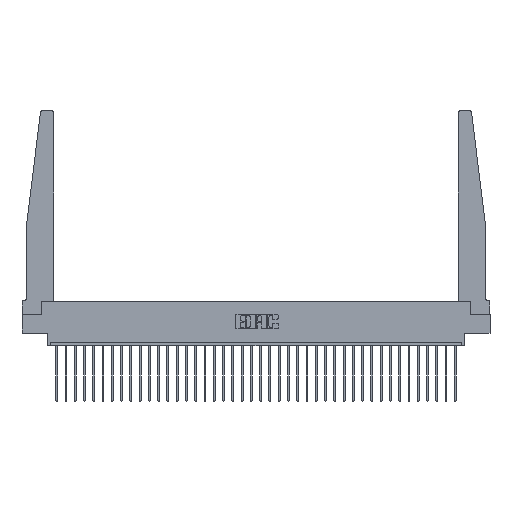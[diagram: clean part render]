
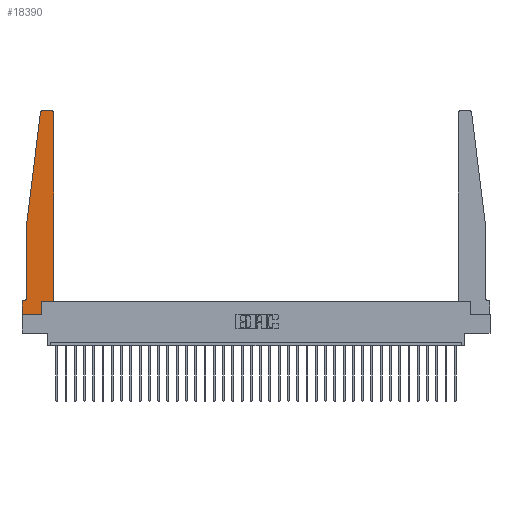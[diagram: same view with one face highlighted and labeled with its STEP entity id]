
A CAD part, top view. The second image highlights one B-rep face of the part: STEP entity #18390.
In plain terms, the highlighted planar face has unit normal (0, 0, 1).
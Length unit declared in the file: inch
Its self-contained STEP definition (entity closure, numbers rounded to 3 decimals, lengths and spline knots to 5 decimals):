
#105 = DIRECTION ( 'NONE',  ( 0., 0., 1. ) ) ;
#432 = VECTOR ( 'NONE', #16650, 39.37008 ) ;
#469 = CARTESIAN_POINT ( 'NONE',  ( 0.425, 2.72, 0.37 ) ) ;
#603 = AXIS2_PLACEMENT_3D ( 'NONE', #17625, #29874, #25032 ) ;
#1432 = CARTESIAN_POINT ( 'NONE',  ( 0.27653, 2.75, 0.37 ) ) ;
#1838 = DIRECTION ( 'NONE',  ( 1., 0., 0. ) ) ;
#1979 = CARTESIAN_POINT ( 'NONE',  ( 0.425, 0.18, 0.37 ) ) ;
#2079 = DIRECTION ( 'NONE',  ( 1., 0., 0. ) ) ;
#2109 = DIRECTION ( 'NONE',  ( -1., 0., 0. ) ) ;
#2140 = CIRCLE ( 'NONE', #20242, 0.03 ) ;
#2431 = VERTEX_POINT ( 'NONE', #24353 ) ;
#2438 = DIRECTION ( 'NONE',  ( 0., 1., 0. ) ) ;
#2804 = CARTESIAN_POINT ( 'NONE',  ( 0.065, 0.1875, 0.37 ) ) ;
#3184 = VECTOR ( 'NONE', #7776, 39.37008 ) ;
#4307 = VERTEX_POINT ( 'NONE', #15652 ) ;
#4342 = ORIENTED_EDGE ( 'NONE', *, *, #25932, .T. ) ;
#4364 = AXIS2_PLACEMENT_3D ( 'NONE', #6364, #105, #1838 ) ;
#5151 = VECTOR ( 'NONE', #24706, 39.37008 ) ;
#5484 = VECTOR ( 'NONE', #2109, 39.37008 ) ;
#5583 = CIRCLE ( 'NONE', #603, 0.05 ) ;
#5826 = VECTOR ( 'NONE', #8394, 39.37008 ) ;
#5987 = VERTEX_POINT ( 'NONE', #23522 ) ;
#6364 = CARTESIAN_POINT ( 'NONE',  ( 0.395, 2.72, 0.37 ) ) ;
#6593 = LINE ( 'NONE', #23069, #5826 ) ;
#6613 = LINE ( 'NONE', #26978, #5484 ) ;
#7106 = CARTESIAN_POINT ( 'NONE',  ( 0.065, 1.25, 0.37 ) ) ;
#7262 = PLANE ( 'NONE',  #28327 ) ;
#7515 = EDGE_LOOP ( 'NONE', ( #20963, #16884, #20302, #12403, #4342, #17428, #20694, #14765, #16165, #28306, #9980, #24000 ) ) ;
#7776 = DIRECTION ( 'NONE',  ( -1., 0., 0. ) ) ;
#7867 = LINE ( 'NONE', #19647, #19802 ) ;
#8394 = DIRECTION ( 'NONE',  ( -0.122, -0.992, 0. ) ) ;
#9980 = ORIENTED_EDGE ( 'NONE', *, *, #19572, .T. ) ;
#10252 = FACE_OUTER_BOUND ( 'NONE', #7515, .T. ) ;
#10719 = CARTESIAN_POINT ( 'NONE',  ( 0., 0., 0.37 ) ) ;
#11323 = DIRECTION ( 'NONE',  ( 0., -1., 0. ) ) ;
#11689 = LINE ( 'NONE', #1979, #5151 ) ;
#12060 = CARTESIAN_POINT ( 'NONE',  ( 0.015, 0.1875, 0.37 ) ) ;
#12247 = LINE ( 'NONE', #22667, #14542 ) ;
#12403 = ORIENTED_EDGE ( 'NONE', *, *, #15748, .T. ) ;
#12543 = CIRCLE ( 'NONE', #4364, 0.03 ) ;
#13271 = VERTEX_POINT ( 'NONE', #12060 ) ;
#13505 = VECTOR ( 'NONE', #11323, 39.37008 ) ;
#13864 = VECTOR ( 'NONE', #2438, 39.37008 ) ;
#14256 = LINE ( 'NONE', #23525, #13505 ) ;
#14542 = VECTOR ( 'NONE', #25123, 39.37008 ) ;
#14765 = ORIENTED_EDGE ( 'NONE', *, *, #26247, .T. ) ;
#14768 = VERTEX_POINT ( 'NONE', #10719 ) ;
#15198 = VERTEX_POINT ( 'NONE', #18228 ) ;
#15652 = CARTESIAN_POINT ( 'NONE',  ( 0.2605, 0., 0.37 ) ) ;
#15748 = EDGE_CURVE ( 'NONE', #27696, #2431, #12247, .T. ) ;
#16165 = ORIENTED_EDGE ( 'NONE', *, *, #30144, .T. ) ;
#16650 = DIRECTION ( 'NONE',  ( 1., 0., 0. ) ) ;
#16665 = LINE ( 'NONE', #2804, #3184 ) ;
#16884 = ORIENTED_EDGE ( 'NONE', *, *, #17813, .T. ) ;
#17334 = CARTESIAN_POINT ( 'NONE',  ( 0.27653, 2.72, 0.37 ) ) ;
#17425 = EDGE_CURVE ( 'NONE', #28591, #15198, #12543, .T. ) ;
#17428 = ORIENTED_EDGE ( 'NONE', *, *, #28140, .T. ) ;
#17625 = CARTESIAN_POINT ( 'NONE',  ( 0.015, 0.2375, 0.37 ) ) ;
#17813 = EDGE_CURVE ( 'NONE', #26800, #19052, #2140, .T. ) ;
#18228 = CARTESIAN_POINT ( 'NONE',  ( 0.395, 2.75, 0.37 ) ) ;
#18390 = ADVANCED_FACE ( 'NONE', ( #10252 ), #7262, .T. ) ;
#19052 = VERTEX_POINT ( 'NONE', #29365 ) ;
#19572 = EDGE_CURVE ( 'NONE', #5987, #28591, #11689, .T. ) ;
#19591 = EDGE_CURVE ( 'NONE', #27240, #5987, #31363, .T. ) ;
#19647 = CARTESIAN_POINT ( 'NONE',  ( 0., 0., 0.37 ) ) ;
#19802 = VECTOR ( 'NONE', #22416, 39.37008 ) ;
#20242 = AXIS2_PLACEMENT_3D ( 'NONE', #17334, #24735, #22378 ) ;
#20302 = ORIENTED_EDGE ( 'NONE', *, *, #29485, .T. ) ;
#20402 = VERTEX_POINT ( 'NONE', #28216 ) ;
#20694 = ORIENTED_EDGE ( 'NONE', *, *, #22011, .T. ) ;
#20963 = ORIENTED_EDGE ( 'NONE', *, *, #29060, .T. ) ;
#22011 = EDGE_CURVE ( 'NONE', #20402, #14768, #14256, .T. ) ;
#22378 = DIRECTION ( 'NONE',  ( 1., 0., 0. ) ) ;
#22416 = DIRECTION ( 'NONE',  ( 1., 0., 0. ) ) ;
#22667 = CARTESIAN_POINT ( 'NONE',  ( 0.065, 1.25, 0.37 ) ) ;
#23032 = CARTESIAN_POINT ( 'NONE',  ( 0.2605, 0.18, 0.37 ) ) ;
#23069 = CARTESIAN_POINT ( 'NONE',  ( 0.065, 1.25, 0.37 ) ) ;
#23522 = CARTESIAN_POINT ( 'NONE',  ( 0.425, 0.18, 0.37 ) ) ;
#23525 = CARTESIAN_POINT ( 'NONE',  ( 0., 0., 0.37 ) ) ;
#23859 = CARTESIAN_POINT ( 'NONE',  ( 0.425, 0.18, 0.37 ) ) ;
#24000 = ORIENTED_EDGE ( 'NONE', *, *, #17425, .T. ) ;
#24353 = CARTESIAN_POINT ( 'NONE',  ( 0.065, 0.2375, 0.37 ) ) ;
#24379 = CARTESIAN_POINT ( 'NONE',  ( 0., 0.1875, 0.37 ) ) ;
#24469 = DIRECTION ( 'NONE',  ( 0., 0., 1. ) ) ;
#24706 = DIRECTION ( 'NONE',  ( 0., 1., 0. ) ) ;
#24735 = DIRECTION ( 'NONE',  ( 0., 0., 1. ) ) ;
#25032 = DIRECTION ( 'NONE',  ( -1., 0., 0. ) ) ;
#25123 = DIRECTION ( 'NONE',  ( 0., -1., 0. ) ) ;
#25796 = LINE ( 'NONE', #29574, #13864 ) ;
#25932 = EDGE_CURVE ( 'NONE', #2431, #13271, #5583, .T. ) ;
#26247 = EDGE_CURVE ( 'NONE', #14768, #4307, #7867, .T. ) ;
#26800 = VERTEX_POINT ( 'NONE', #1432 ) ;
#26978 = CARTESIAN_POINT ( 'NONE',  ( 0.25, 2.75, 0.37 ) ) ;
#27240 = VERTEX_POINT ( 'NONE', #23032 ) ;
#27696 = VERTEX_POINT ( 'NONE', #7106 ) ;
#28140 = EDGE_CURVE ( 'NONE', #13271, #20402, #16665, .T. ) ;
#28216 = CARTESIAN_POINT ( 'NONE',  ( 0., 0.1875, 0.37 ) ) ;
#28306 = ORIENTED_EDGE ( 'NONE', *, *, #19591, .T. ) ;
#28327 = AXIS2_PLACEMENT_3D ( 'NONE', #24379, #24469, #2079 ) ;
#28591 = VERTEX_POINT ( 'NONE', #469 ) ;
#29060 = EDGE_CURVE ( 'NONE', #15198, #26800, #6613, .T. ) ;
#29365 = CARTESIAN_POINT ( 'NONE',  ( 0.24675, 2.72367, 0.37 ) ) ;
#29485 = EDGE_CURVE ( 'NONE', #19052, #27696, #6593, .T. ) ;
#29574 = CARTESIAN_POINT ( 'NONE',  ( 0.2605, 0.18, 0.37 ) ) ;
#29874 = DIRECTION ( 'NONE',  ( 0., 0., -1. ) ) ;
#30144 = EDGE_CURVE ( 'NONE', #4307, #27240, #25796, .T. ) ;
#31363 = LINE ( 'NONE', #23859, #432 ) ;
